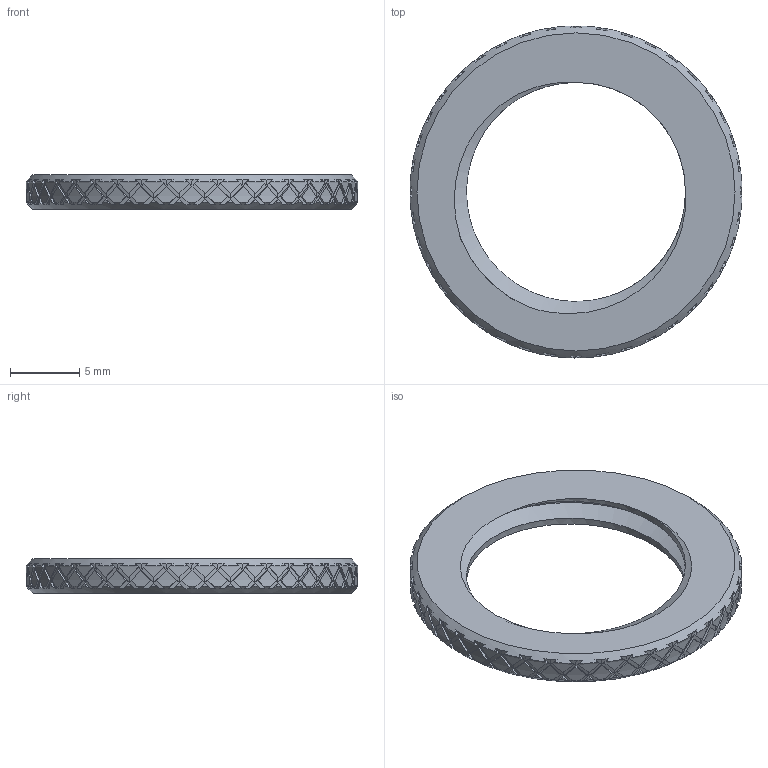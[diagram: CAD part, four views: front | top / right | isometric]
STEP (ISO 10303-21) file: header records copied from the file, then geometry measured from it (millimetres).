
FILE_DESCRIPTION(/* description */ ('Unknown'),/* implementation_level */ '2;1');
FILE_NAME(/* name */ 'Servosave_rad',/* time_stamp */ '2024-02-07T08:50:50+01:00',/* author */ ('Unknown'),/* organization */ ('Unknown'),/* preprocessor_version */ 'ST-DEVELOPER v18.102',/* originating_system */ 'Solid Edge',/* authorisation */ 'Unknown');
FILE_SCHEMA (('AUTOMOTIVE_DESIGN {1 0 10303 214 3 1 1}'));
Length unit declared in the file: millimetre
Products named in the file (1): Servosave_rad
Bounding box: 24 x 24 x 2.5 mm (x, y, z)
Volume: 551 mm3; surface area: 858 mm2
Topology: 1 solids, 1 shells, 849 faces, 2059 edges, 1212 vertices
Faces by surface type: bspline 722, cylinder 122, cone 3, plane 2
Entity records: 37413 total; most frequent: CARTESIAN_POINT 23800, ORIENTED_EDGE 4108, EDGE_CURVE 2054, B_SPLINE_CURVE_WITH_KNOTS 1924, VERTEX_POINT 1210, EDGE_LOOP 852, FACE_BOUND 852, ADVANCED_FACE 848
